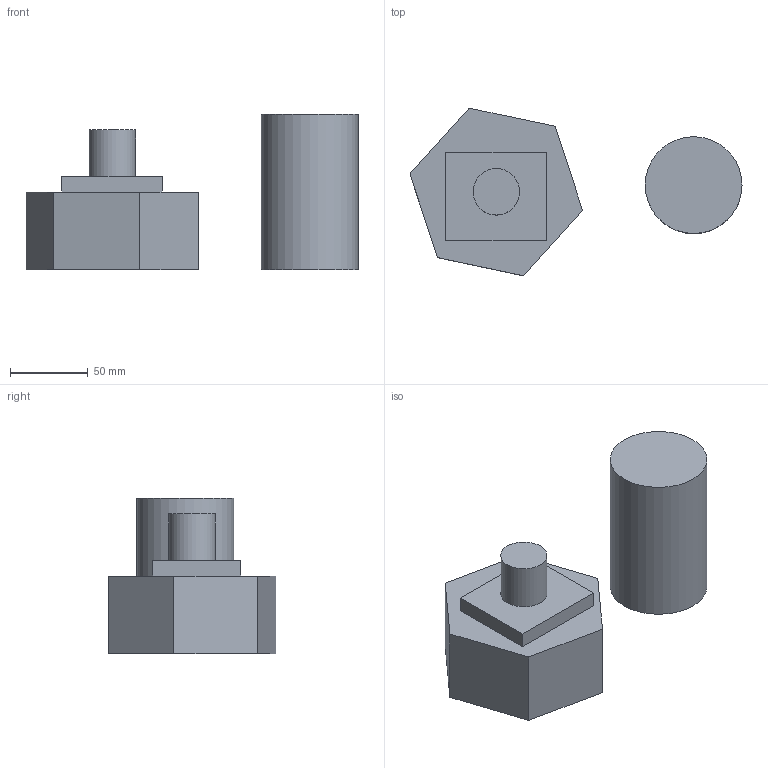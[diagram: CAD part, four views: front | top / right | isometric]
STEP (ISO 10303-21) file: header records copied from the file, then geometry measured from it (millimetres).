
FILE_DESCRIPTION(('FreeCAD Model'),'2;1');
FILE_NAME('aaa.step', '2017-09-11T16:00:07',('Author'),(''), 'Open CASCADE STEP processor 6.8','FreeCAD','Unknown');
FILE_SCHEMA(('AUTOMOTIVE_DESIGN_CC2 { 1 2 10303 214 -1 1 5 4 }'));
Length unit declared in the file: millimetre
Products named in the file (4): ASSEMBLY; Pad001; Pad002; Pad003
Assembly tree (3 placements, depth 2):
  ASSEMBLY
    Pad001
    Pad002
    Pad003
Bounding box: 213.82 x 107.99 x 100 mm (x, y, z)
Volume: 782434.9 mm3; surface area: 72115.8 mm2
Topology: 3 solids, 3 shells, 19 faces, 36 edges, 24 vertices
Faces by surface type: plane 17, cylinder 2
Full cylindrical faces by diameter (mm): 29.931 x1, 62.359 x1
Entity records: 1042 total; most frequent: CARTESIAN_POINT 173, DIRECTION 155, LINE 100, VECTOR 100, ORIENTED_EDGE 72, PCURVE 72, DEFINITIONAL_REPRESENTATION 72, EDGE_CURVE 36
